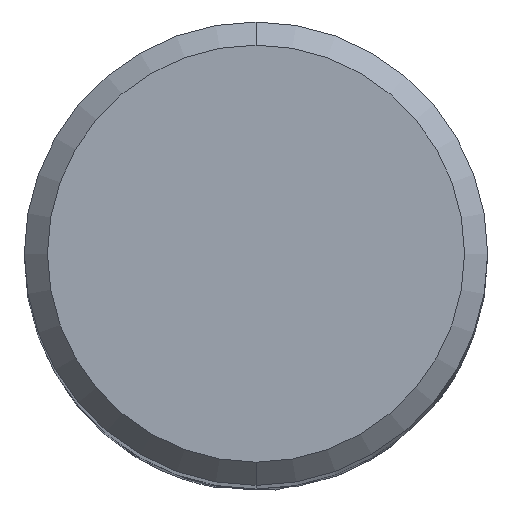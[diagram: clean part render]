
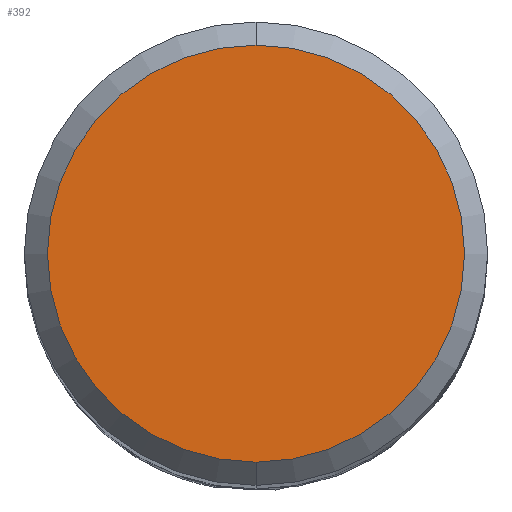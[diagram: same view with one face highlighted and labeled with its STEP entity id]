
A CAD part, top view. The second image highlights one B-rep face of the part: STEP entity #392.
In plain terms, the highlighted planar face has unit normal (0, 0, 1).
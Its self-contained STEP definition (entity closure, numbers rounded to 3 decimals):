
#332=VERTEX_POINT('',#900);
#392=ADVANCED_FACE('',(#963),#964,.T.);
#394=EDGE_CURVE('',#332,#552,#966,.T.);
#552=VERTEX_POINT('',#1138);
#764=EDGE_CURVE('',#552,#332,#1375,.T.);
#900=CARTESIAN_POINT('',(0.0,7.2,0.0));
#963=FACE_OUTER_BOUND('',#2832,.T.);
#964=PLANE('',#2833);
#966=CIRCLE('',#2836,7.2);
#1138=CARTESIAN_POINT('',(0.,-7.2,0.0));
#1375=CIRCLE('',#6904,7.2);
#2832=EDGE_LOOP('',(#7390,#7391));
#2833=AXIS2_PLACEMENT_3D('',#7392,#7393,#7394);
#2836=AXIS2_PLACEMENT_3D('',#7395,#7396,#7397);
#6904=AXIS2_PLACEMENT_3D('',#7866,#7867,#7868);
#7390=ORIENTED_EDGE('',*,*,#394,.F.);
#7391=ORIENTED_EDGE('',*,*,#764,.F.);
#7392=CARTESIAN_POINT('',(0.0,3.6,0.0));
#7393=DIRECTION('',(-0.0,0.0,1.0));
#7394=DIRECTION('',(0.0,-1.0,0.0));
#7395=CARTESIAN_POINT('',(0.0,0.0,0.0));
#7396=DIRECTION('',(0.0,0.0,-1.0));
#7397=DIRECTION('',(0.0,1.0,0.0));
#7866=CARTESIAN_POINT('',(0.0,0.0,0.0));
#7867=DIRECTION('',(0.0,0.0,-1.0));
#7868=DIRECTION('',(0.0,1.0,0.0));
